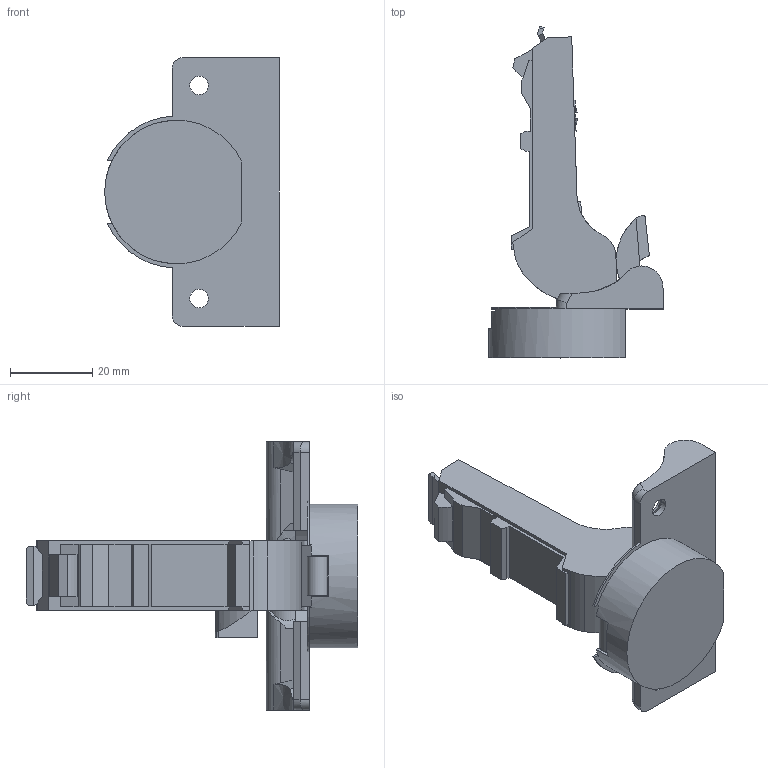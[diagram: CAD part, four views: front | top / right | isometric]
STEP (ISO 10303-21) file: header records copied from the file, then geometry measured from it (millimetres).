
FILE_DESCRIPTION((''),'2;1');
FILE_NAME('708-0ZP0-MVL','2022-11-11T12:18:22',('marino.prodan'),('Audax d.o.o.'),'CREO PARAMETRIC BY PTC INC, 2021304','CREO PARAMETRIC BY PTC INC, 2021304','');
FILE_SCHEMA(('AUTOMOTIVE_DESIGN { 1 0 10303 214 1 1 1 1 }'));
Length unit declared in the file: millimetre
Products named in the file (1): 708-0ZP0-MVL
Bounding box: 42.55 x 80.89 x 65.4 mm (x, y, z)
Volume: 32058 mm3; surface area: 15749.3 mm2
Topology: 1 solids, 1 shells, 254 faces, 754 edges, 509 vertices
Faces by surface type: plane 169, cylinder 70, cone 6, extrusion 4, sphere 4, bspline 1
Entity records: 11498 total; most frequent: CARTESIAN_POINT 1956, ORIENTED_EDGE 1508, DIRECTION 1371, PRESENTATION_STYLE_ASSIGNMENT 755, STYLED_ITEM 755, CURVE_STYLE 754, EDGE_CURVE 754, VECTOR 515
